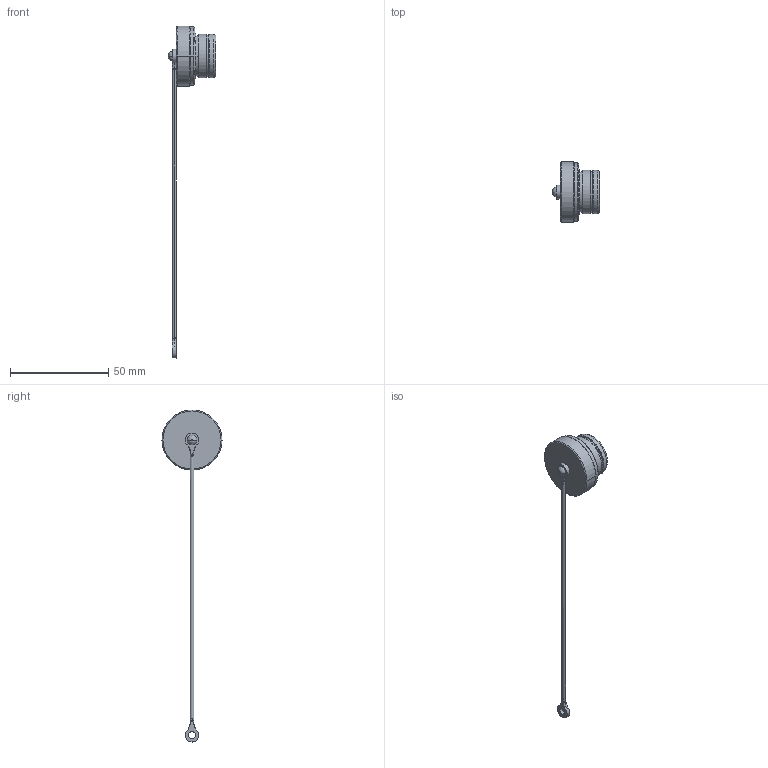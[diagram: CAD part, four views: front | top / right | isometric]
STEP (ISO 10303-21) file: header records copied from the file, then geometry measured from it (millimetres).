
FILE_DESCRIPTION((''),'2;1');
FILE_NAME('13304BM','2019-04-24T14:52:38',('cgregory'),('NET AG system integration'),'CREO PARAMETRIC BY PTC INC, 2017260','CREO PARAMETRIC BY PTC INC, 2017260','');
FILE_SCHEMA(('AUTOMOTIVE_DESIGN { 1 0 10303 214 1 1 1 1 }'));
Length unit declared in the file: millimetre
Products named in the file (1): 13304BM
Bounding box: 24 x 30.5 x 168.75 mm (x, y, z)
Volume: 8202.9 mm3; surface area: 4851.6 mm2
Topology: 1 solids, 1 shells, 60 faces, 135 edges, 83 vertices
Faces by surface type: cylinder 19, plane 15, cone 10, bspline 10, torus 6
Entity records: 3280 total; most frequent: CARTESIAN_POINT 1555, DIRECTION 277, ORIENTED_EDGE 270, EDGE_CURVE 135, AXIS2_PLACEMENT_3D 117, VERTEX_POINT 83, EDGE_LOOP 68, CIRCLE 62
